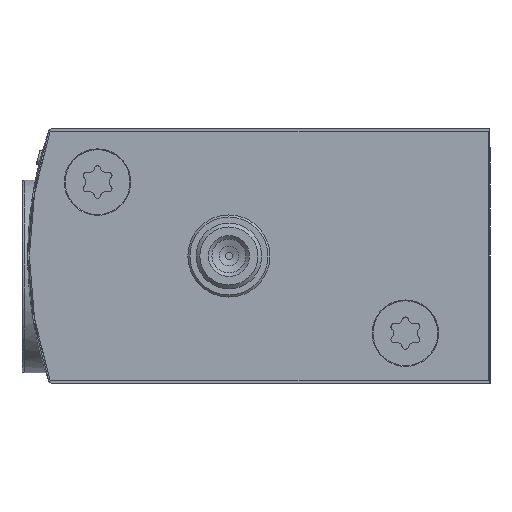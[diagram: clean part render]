
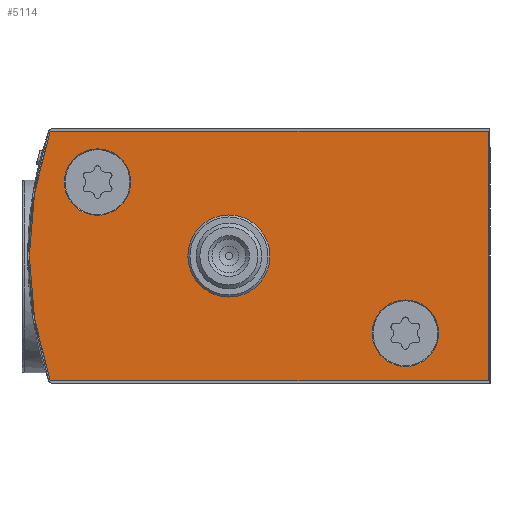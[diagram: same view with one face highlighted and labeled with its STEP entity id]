
A CAD part, left-side view. The second image highlights one B-rep face of the part: STEP entity #5114.
In plain terms, the highlighted planar face has unit normal (-1, 0, 0).
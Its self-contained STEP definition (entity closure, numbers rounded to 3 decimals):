
#536=LINE('',#9128,#975);
#539=LINE('',#9136,#978);
#542=LINE('',#9142,#981);
#975=VECTOR('',#7497,1000.);
#978=VECTOR('',#7504,1000.);
#981=VECTOR('',#7509,1000.);
#2112=ORIENTED_EDGE('',*,*,#3003,.F.);
#2113=ORIENTED_EDGE('',*,*,#3004,.T.);
#2114=ORIENTED_EDGE('',*,*,#3005,.T.);
#2115=ORIENTED_EDGE('',*,*,#2986,.F.);
#2116=ORIENTED_EDGE('',*,*,#2970,.F.);
#2117=ORIENTED_EDGE('',*,*,#2999,.F.);
#2118=ORIENTED_EDGE('',*,*,#2996,.F.);
#2119=ORIENTED_EDGE('',*,*,#2993,.F.);
#2120=ORIENTED_EDGE('',*,*,#2989,.F.);
#2970=EDGE_CURVE('',#3520,#3521,#3821,.T.);
#2986=EDGE_CURVE('',#3521,#3536,#3829,.T.);
#2989=EDGE_CURVE('',#3536,#3538,#536,.T.);
#2993=EDGE_CURVE('',#3538,#3541,#539,.T.);
#2996=EDGE_CURVE('',#3541,#3543,#542,.T.);
#2999=EDGE_CURVE('',#3543,#3520,#3832,.T.);
#3003=EDGE_CURVE('',#3547,#3547,#3836,.F.);
#3004=EDGE_CURVE('',#3548,#3548,#3837,.T.);
#3005=EDGE_CURVE('',#3549,#3549,#3838,.T.);
#3520=VERTEX_POINT('',#9090);
#3521=VERTEX_POINT('',#9091);
#3536=VERTEX_POINT('',#9123);
#3538=VERTEX_POINT('',#9129);
#3541=VERTEX_POINT('',#9137);
#3543=VERTEX_POINT('',#9143);
#3547=VERTEX_POINT('',#9157);
#3548=VERTEX_POINT('',#9159);
#3549=VERTEX_POINT('',#9161);
#3821=CIRCLE('',#6213,46.5);
#3829=CIRCLE('',#6222,0.2);
#3832=CIRCLE('',#6229,0.2);
#3836=CIRCLE('',#6235,5.);
#3837=CIRCLE('',#6236,4.05);
#3838=CIRCLE('',#6237,4.05);
#4174=EDGE_LOOP('',(#2112));
#4175=EDGE_LOOP('',(#2113));
#4176=EDGE_LOOP('',(#2114));
#4177=EDGE_LOOP('',(#2115,#2116,#2117,#2118,#2119,#2120));
#4593=FACE_BOUND('',#4174,.T.);
#4594=FACE_BOUND('',#4175,.T.);
#4595=FACE_BOUND('',#4176,.T.);
#4596=FACE_BOUND('',#4177,.T.);
#4857=PLANE('',#6234);
#5114=ADVANCED_FACE('',(#4593,#4594,#4595,#4596),#4857,.F.);
#6213=AXIS2_PLACEMENT_3D('',#9089,#7464,#7465);
#6222=AXIS2_PLACEMENT_3D('',#9122,#7490,#7491);
#6229=AXIS2_PLACEMENT_3D('',#9148,#7514,#7515);
#6234=AXIS2_PLACEMENT_3D('',#9155,#7524,#7525);
#6235=AXIS2_PLACEMENT_3D('',#9156,#7526,#7527);
#6236=AXIS2_PLACEMENT_3D('',#9158,#7528,#7529);
#6237=AXIS2_PLACEMENT_3D('',#9160,#7530,#7531);
#7464=DIRECTION('',(1.,0.,0.));
#7465=DIRECTION('',(0.,0.,-1.));
#7490=DIRECTION('',(1.,0.,0.));
#7491=DIRECTION('',(0.,0.,-1.));
#7497=DIRECTION('',(0.,-1.,0.));
#7504=DIRECTION('',(0.,0.,-1.));
#7509=DIRECTION('',(0.,1.,0.));
#7514=DIRECTION('',(1.,0.,0.));
#7515=DIRECTION('',(0.,0.,-1.));
#7524=DIRECTION('',(1.,0.,0.));
#7525=DIRECTION('',(0.,0.,-1.));
#7526=DIRECTION('',(1.,0.,0.));
#7527=DIRECTION('',(0.,0.,-1.));
#7528=DIRECTION('',(1.,0.,0.));
#7529=DIRECTION('',(0.,0.,-1.));
#7530=DIRECTION('',(1.,0.,0.));
#7531=DIRECTION('',(0.,0.,-1.));
#9089=CARTESIAN_POINT('',(0.,9.6,0.));
#9090=CARTESIAN_POINT('',(0.,53.592,-15.065));
#9091=CARTESIAN_POINT('',(0.,53.592,15.065));
#9122=CARTESIAN_POINT('',(0.,53.403,15.));
#9123=CARTESIAN_POINT('',(0.,53.403,15.2));
#9128=CARTESIAN_POINT('',(0.,53.403,15.2));
#9129=CARTESIAN_POINT('',(0.,0.2,15.2));
#9136=CARTESIAN_POINT('',(0.,0.2,15.2));
#9137=CARTESIAN_POINT('',(0.,0.2,-15.2));
#9142=CARTESIAN_POINT('',(0.,0.2,-15.2));
#9143=CARTESIAN_POINT('',(0.,53.403,-15.2));
#9148=CARTESIAN_POINT('',(0.,53.403,-15.));
#9155=CARTESIAN_POINT('',(0.,53.403,15.));
#9156=CARTESIAN_POINT('',(0.,31.8,0.));
#9157=CARTESIAN_POINT('',(0.,31.8,-5.));
#9158=CARTESIAN_POINT('',(0.,47.8,9.));
#9159=CARTESIAN_POINT('',(0.,47.8,4.95));
#9160=CARTESIAN_POINT('',(0.,10.3,-9.4));
#9161=CARTESIAN_POINT('',(0.,10.3,-13.45));
